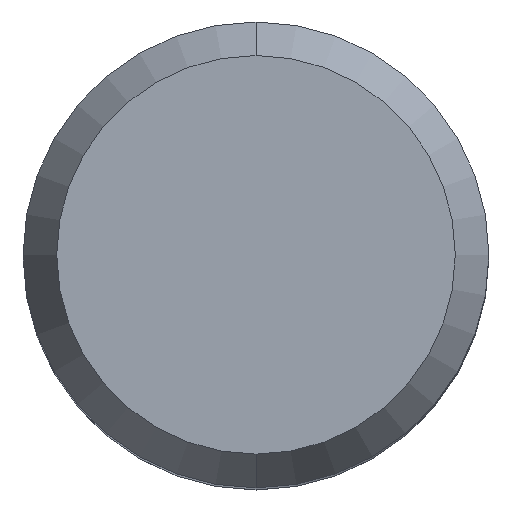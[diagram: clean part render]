
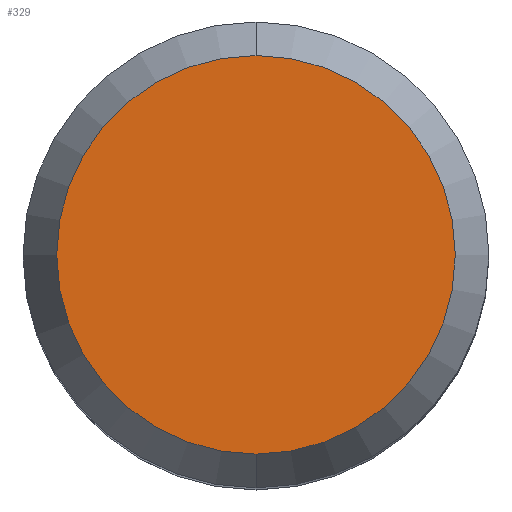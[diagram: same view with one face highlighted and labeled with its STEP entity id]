
A CAD part, top view. The second image highlights one B-rep face of the part: STEP entity #329.
In plain terms, the highlighted planar face has unit normal (0, 0, 1).
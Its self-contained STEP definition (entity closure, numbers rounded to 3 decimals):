
#110=CARTESIAN_POINT('',(0.,0.,0.));
#111=DIRECTION('',(0.,0.,1.));
#112=DIRECTION('',(0.,1.,0.));
#113=AXIS2_PLACEMENT_3D('',#110,#111,#112);
#115=CARTESIAN_POINT('',(0.,0.,0.));
#116=DIRECTION('',(0.,0.,1.));
#117=DIRECTION('',(0.,-1.,0.));
#118=AXIS2_PLACEMENT_3D('',#115,#116,#117);
#128=CARTESIAN_POINT('',(0.,3.423,0.));
#129=CARTESIAN_POINT('',(0.,-3.423,0.));
#130=VERTEX_POINT('',#128);
#131=VERTEX_POINT('',#129);
#319=CARTESIAN_POINT('',(0.,0.,0.));
#320=DIRECTION('',(0.,0.,-1.));
#321=DIRECTION('',(0.,-1.,0.));
#322=AXIS2_PLACEMENT_3D('',#319,#320,#321);
#323=PLANE('',#322);
#324=ORIENTED_EDGE('',*,*,#309,.F.);
#326=ORIENTED_EDGE('',*,*,#325,.F.);
#327=EDGE_LOOP('',(#324,#326));
#328=FACE_OUTER_BOUND('',#327,.F.);
#329=ADVANCED_FACE('',(#328),#323,.F.);
#114=CIRCLE('',#113,3.423);
#119=CIRCLE('',#118,3.423);
#309=EDGE_CURVE('',#130,#131,#114,.T.);
#325=EDGE_CURVE('',#131,#130,#119,.T.);
